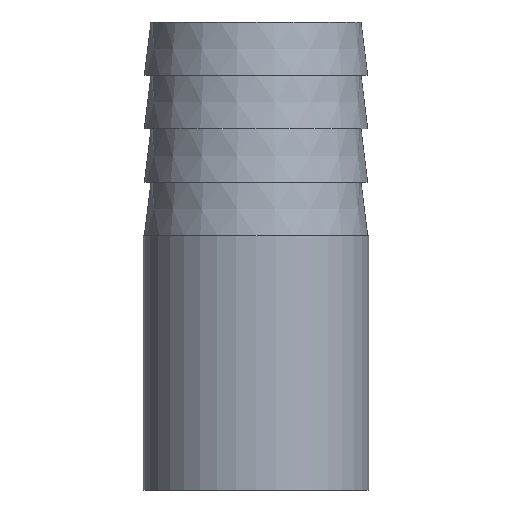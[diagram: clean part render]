
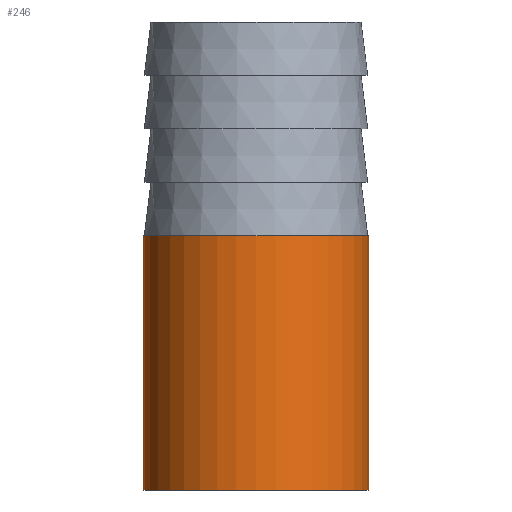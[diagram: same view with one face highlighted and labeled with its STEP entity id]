
A CAD part, front view. The second image highlights one B-rep face of the part: STEP entity #246.
In plain terms, the highlighted cylindrical face has radius 16.85 mm (diameter 33.7 mm), a partial arc.
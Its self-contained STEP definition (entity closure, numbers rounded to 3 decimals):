
#164 = ORIENTED_EDGE ( 'NONE', *, *, #282, .F. ) ;
#171 = EDGE_CURVE ( 'NONE', #280, #279, #339, .T. ) ;
#172 = ORIENTED_EDGE ( 'NONE', *, *, #252, .T. ) ;
#173 = VERTEX_POINT ( 'NONE', #334 ) ;
#174 = ORIENTED_EDGE ( 'NONE', *, *, #175, .F. ) ;
#175 = EDGE_CURVE ( 'NONE', #283, #173, #397, .T. ) ;
#181 = EDGE_LOOP ( 'NONE', ( #164, #247, #172, #174 ) ) ;
#246 = ADVANCED_FACE ( 'NONE', ( #400 ), #399, .T. ) ;
#247 = ORIENTED_EDGE ( 'NONE', *, *, #171, .T. ) ;
#252 = EDGE_CURVE ( 'NONE', #279, #173, #526, .T. ) ;
#279 = VERTEX_POINT ( 'NONE', #426 ) ;
#280 = VERTEX_POINT ( 'NONE', #425 ) ;
#282 = EDGE_CURVE ( 'NONE', #280, #283, #424, .T. ) ;
#283 = VERTEX_POINT ( 'NONE', #477 ) ;
#333 = CARTESIAN_POINT ( 'NONE',  ( 0., 0., -32. ) ) ;
#334 = CARTESIAN_POINT ( 'NONE',  ( 16.85, 0., -32. ) ) ;
#335 = DIRECTION ( 'NONE',  ( 1., 0., 0. ) ) ;
#336 = DIRECTION ( 'NONE',  ( 0., 0., 1. ) ) ;
#337 = CARTESIAN_POINT ( 'NONE',  ( 0., 0., -70. ) ) ;
#338 = AXIS2_PLACEMENT_3D ( 'NONE', #337, #336, #335 ) ;
#339 = CIRCLE ( 'NONE', #338, 16.85 ) ;
#394 = DIRECTION ( 'NONE',  ( 1., 0., 0. ) ) ;
#395 = DIRECTION ( 'NONE',  ( 0., 0., 1. ) ) ;
#396 = AXIS2_PLACEMENT_3D ( 'NONE', #333, #395, #394 ) ;
#397 = CIRCLE ( 'NONE', #396, 16.85 ) ;
#399 = CYLINDRICAL_SURFACE ( 'NONE', #533, 16.85 ) ;
#400 = FACE_OUTER_BOUND ( 'NONE', #181, .T. ) ;
#422 = DIRECTION ( 'NONE',  ( 0., 0., 1. ) ) ;
#423 = CARTESIAN_POINT ( 'NONE',  ( -16.85, 0., 0. ) ) ;
#424 = LINE ( 'NONE', #423, #478 ) ;
#425 = CARTESIAN_POINT ( 'NONE',  ( -16.85, 0., -70. ) ) ;
#426 = CARTESIAN_POINT ( 'NONE',  ( 16.85, 0., -70. ) ) ;
#477 = CARTESIAN_POINT ( 'NONE',  ( -16.85, 0., -32. ) ) ;
#478 = VECTOR ( 'NONE', #422, 1000. ) ;
#520 = DIRECTION ( 'NONE',  ( 0., 0., 1. ) ) ;
#521 = VECTOR ( 'NONE', #520, 1000. ) ;
#522 = CARTESIAN_POINT ( 'NONE',  ( 16.85, 0., 0. ) ) ;
#526 = LINE ( 'NONE', #522, #521 ) ;
#530 = DIRECTION ( 'NONE',  ( 1., 0., 0. ) ) ;
#531 = DIRECTION ( 'NONE',  ( 0., 0., 1. ) ) ;
#532 = CARTESIAN_POINT ( 'NONE',  ( 0., 0., 0. ) ) ;
#533 = AXIS2_PLACEMENT_3D ( 'NONE', #532, #531, #530 ) ;
